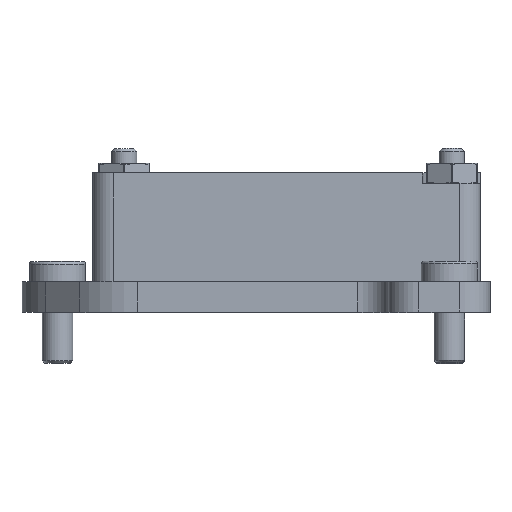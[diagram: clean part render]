
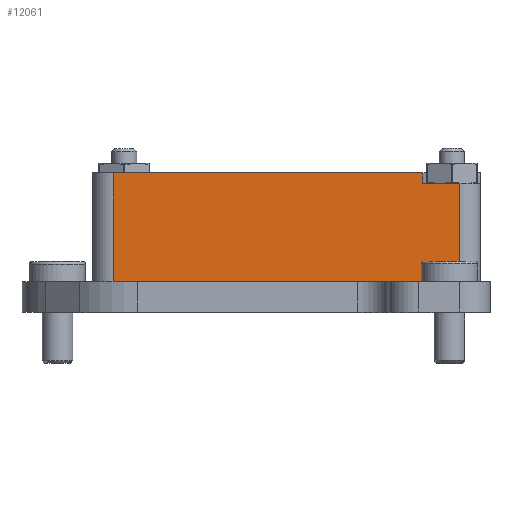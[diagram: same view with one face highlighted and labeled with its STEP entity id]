
A CAD part, top view. The second image highlights one B-rep face of the part: STEP entity #12061.
In plain terms, the highlighted planar face has unit normal (0, 0, 1).
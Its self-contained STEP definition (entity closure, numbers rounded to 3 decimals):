
#492=PLANE('',#12802);
#810=FACE_OUTER_BOUND('',#1535,.T.);
#1535=EDGE_LOOP('',(#8604,#8605,#8606,#8607,#8608,#8609));
#2300=LINE('',#16674,#3355);
#2302=LINE('',#16687,#3357);
#2312=LINE('',#16709,#3367);
#2442=LINE('',#17820,#3497);
#2444=LINE('',#17825,#3499);
#2448=LINE('',#17835,#3503);
#3355=VECTOR('',#13461,34.1);
#3357=VECTOR('',#13473,10.7);
#3367=VECTOR('',#13491,30.375);
#3497=VECTOR('',#13667,9.65);
#3499=VECTOR('',#13671,3.725);
#3503=VECTOR('',#13681,1.05);
#5108=VERTEX_POINT('',#16650);
#5119=VERTEX_POINT('',#16672);
#5125=VERTEX_POINT('',#16686);
#5133=VERTEX_POINT('',#16708);
#5394=VERTEX_POINT('',#17818);
#5395=VERTEX_POINT('',#17822);
#6373=EDGE_CURVE('',#5108,#5119,#2300,.T.);
#6379=EDGE_CURVE('',#5108,#5125,#2302,.T.);
#6390=EDGE_CURVE('',#5133,#5125,#2312,.T.);
#6665=EDGE_CURVE('',#5394,#5119,#2442,.T.);
#6667=EDGE_CURVE('',#5394,#5395,#2444,.T.);
#6673=EDGE_CURVE('',#5133,#5395,#2448,.T.);
#8604=ORIENTED_EDGE('',*,*,#6379,.F.);
#8605=ORIENTED_EDGE('',*,*,#6373,.T.);
#8606=ORIENTED_EDGE('',*,*,#6665,.F.);
#8607=ORIENTED_EDGE('',*,*,#6667,.T.);
#8608=ORIENTED_EDGE('',*,*,#6673,.F.);
#8609=ORIENTED_EDGE('',*,*,#6390,.T.);
#12061=ADVANCED_FACE('',(#810),#492,.T.);
#12802=AXIS2_PLACEMENT_3D('',#17836,#13682,#13683);
#13461=DIRECTION('',(1.,0.,0.));
#13473=DIRECTION('',(0.,1.,0.));
#13491=DIRECTION('',(-1.,0.,0.));
#13667=DIRECTION('',(0.,-1.,0.));
#13671=DIRECTION('',(-1.,0.,0.));
#13681=DIRECTION('',(0.,-1.,0.));
#13682=DIRECTION('center_axis',(0.,0.,1.));
#13683=DIRECTION('ref_axis',(1.,0.,0.));
#16650=CARTESIAN_POINT('',(-17.05,0.,11.935));
#16672=CARTESIAN_POINT('',(17.05,0.,11.935));
#16674=CARTESIAN_POINT('',(-17.05,0.,11.935));
#16686=CARTESIAN_POINT('',(-17.05,10.7,11.935));
#16687=CARTESIAN_POINT('',(-17.05,0.,11.935));
#16708=CARTESIAN_POINT('',(13.325,10.7,11.935));
#16709=CARTESIAN_POINT('',(13.325,10.7,11.935));
#17818=CARTESIAN_POINT('',(17.05,9.65,11.935));
#17820=CARTESIAN_POINT('',(17.05,9.65,11.935));
#17822=CARTESIAN_POINT('',(13.325,9.65,11.935));
#17825=CARTESIAN_POINT('',(17.05,9.65,11.935));
#17835=CARTESIAN_POINT('',(13.325,10.7,11.935));
#17836=CARTESIAN_POINT('Origin',(-19.05,0.,11.935));
